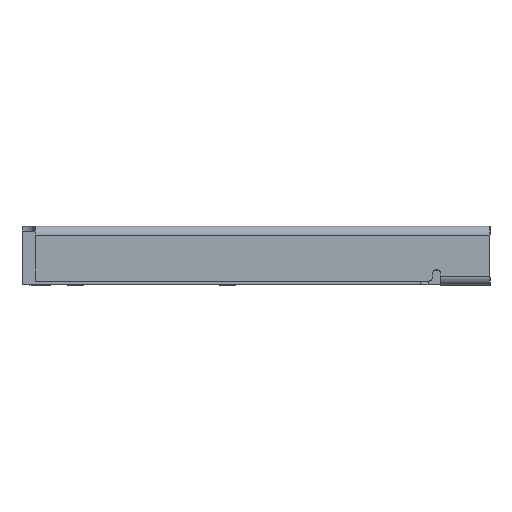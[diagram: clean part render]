
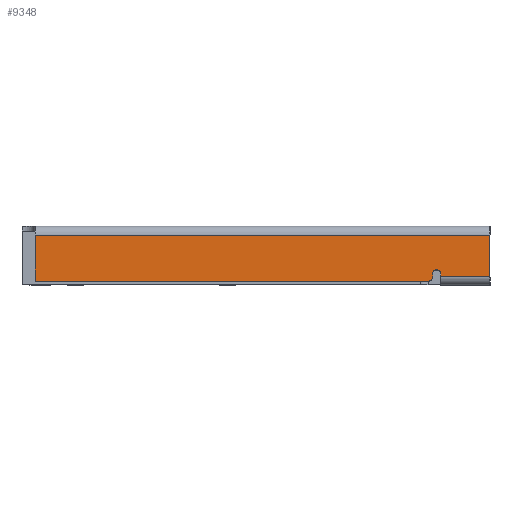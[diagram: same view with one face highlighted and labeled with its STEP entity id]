
A CAD part, left-side view. The second image highlights one B-rep face of the part: STEP entity #9348.
In plain terms, the highlighted planar face has unit normal (-1, 0, 0).
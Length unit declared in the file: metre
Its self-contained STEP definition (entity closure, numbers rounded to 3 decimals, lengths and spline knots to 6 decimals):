
#155 = DIRECTION ( 'NONE',  ( 0., -1., 0. ) ) ;
#515 = EDGE_CURVE ( 'NONE', #10964, #1910, #11667, .T. ) ;
#547 = CIRCLE ( 'NONE', #3099, 0.0001 ) ;
#646 = CARTESIAN_POINT ( 'NONE',  ( 0.038495, -0.006113, -0.00032 ) ) ;
#740 = CARTESIAN_POINT ( 'NONE',  ( 0.038495, -0.006213, -0.00038 ) ) ;
#860 = CARTESIAN_POINT ( 'NONE',  ( 0.038495, -0.007413, -0.00038 ) ) ;
#1096 = LINE ( 'NONE', #4528, #4494 ) ;
#1108 = EDGE_CURVE ( 'NONE', #10034, #9970, #9253, .T. ) ;
#1351 = VERTEX_POINT ( 'NONE', #9881 ) ;
#1626 = CARTESIAN_POINT ( 'NONE',  ( 0.038495, -0.009763, 0.000771 ) ) ;
#1850 = CARTESIAN_POINT ( 'NONE',  ( 0.038495, -0.006213, -0.00032 ) ) ;
#1910 = VERTEX_POINT ( 'NONE', #1850 ) ;
#2190 = CARTESIAN_POINT ( 'NONE',  ( 0.038495, -0.007413, 0.00062 ) ) ;
#2331 = DIRECTION ( 'NONE',  ( -1., 0., 0. ) ) ;
#2481 = CARTESIAN_POINT ( 'NONE',  ( 0.038495, 0.003667, 0.00062 ) ) ;
#2972 = DIRECTION ( 'NONE',  ( 0., 0., 1. ) ) ;
#3099 = AXIS2_PLACEMENT_3D ( 'NONE', #5032, #2331, #6320 ) ;
#3239 = LINE ( 'NONE', #15456, #10371 ) ;
#3416 = ORIENTED_EDGE ( 'NONE', *, *, #12249, .F. ) ;
#3845 = LINE ( 'NONE', #2481, #12936 ) ;
#3867 = EDGE_CURVE ( 'NONE', #1351, #5439, #8133, .T. ) ;
#4067 = VERTEX_POINT ( 'NONE', #11070 ) ;
#4240 = DIRECTION ( 'NONE',  ( 1., 0., 0. ) ) ;
#4494 = VECTOR ( 'NONE', #15459, 1. ) ;
#4528 = CARTESIAN_POINT ( 'NONE',  ( 0.038495, 0.003667, -0.0005 ) ) ;
#4782 = EDGE_CURVE ( 'NONE', #4067, #15150, #9760, .T. ) ;
#5032 = CARTESIAN_POINT ( 'NONE',  ( 0.038495, -0.005913, -0.0004 ) ) ;
#5167 = CIRCLE ( 'NONE', #14103, 0.0001 ) ;
#5302 = DIRECTION ( 'NONE',  ( 0., 0., 1. ) ) ;
#5369 = ORIENTED_EDGE ( 'NONE', *, *, #515, .F. ) ;
#5439 = VERTEX_POINT ( 'NONE', #2190 ) ;
#5442 = DIRECTION ( 'NONE',  ( 0., 1., 0. ) ) ;
#5874 = VERTEX_POINT ( 'NONE', #11731 ) ;
#6320 = DIRECTION ( 'NONE',  ( 0., 0., -1. ) ) ;
#6400 = VECTOR ( 'NONE', #13514, 1. ) ;
#6451 = ORIENTED_EDGE ( 'NONE', *, *, #4782, .F. ) ;
#6615 = ORIENTED_EDGE ( 'NONE', *, *, #15751, .T. ) ;
#6924 = DIRECTION ( 'NONE',  ( 0., 1., 0. ) ) ;
#7254 = CARTESIAN_POINT ( 'NONE',  ( 0.038495, -0.005913, -0.0005 ) ) ;
#7493 = CARTESIAN_POINT ( 'NONE',  ( 0.038495, -0.006213, -0.00038 ) ) ;
#7604 = CARTESIAN_POINT ( 'NONE',  ( 0.038495, -0.006013, -0.00032 ) ) ;
#7712 = FACE_OUTER_BOUND ( 'NONE', #12521, .T. ) ;
#7965 = CARTESIAN_POINT ( 'NONE',  ( 0.038495, -0.006013, -0.0004 ) ) ;
#8133 = LINE ( 'NONE', #860, #8309 ) ;
#8309 = VECTOR ( 'NONE', #12996, 1. ) ;
#8934 = VECTOR ( 'NONE', #2972, 1. ) ;
#9063 = DIRECTION ( 'NONE',  ( -1., 0., 0. ) ) ;
#9253 = LINE ( 'NONE', #13824, #12450 ) ;
#9348 = ADVANCED_FACE ( 'NONE', ( #7712 ), #12579, .T. ) ;
#9504 = ORIENTED_EDGE ( 'NONE', *, *, #11267, .F. ) ;
#9760 = LINE ( 'NONE', #7604, #6400 ) ;
#9881 = CARTESIAN_POINT ( 'NONE',  ( 0.038495, -0.007413, -0.00038 ) ) ;
#9970 = VERTEX_POINT ( 'NONE', #11242 ) ;
#10034 = VERTEX_POINT ( 'NONE', #7254 ) ;
#10295 = DIRECTION ( 'NONE',  ( 0., 1., 0. ) ) ;
#10371 = VECTOR ( 'NONE', #6924, 1. ) ;
#10964 = VERTEX_POINT ( 'NONE', #7493 ) ;
#11070 = CARTESIAN_POINT ( 'NONE',  ( 0.038495, -0.006013, -0.00032 ) ) ;
#11242 = CARTESIAN_POINT ( 'NONE',  ( 0.038495, 0.003667, -0.0005 ) ) ;
#11267 = EDGE_CURVE ( 'NONE', #1351, #10964, #3239, .T. ) ;
#11667 = LINE ( 'NONE', #740, #8934 ) ;
#11731 = CARTESIAN_POINT ( 'NONE',  ( 0.038495, 0.003667, 0.00062 ) ) ;
#12249 = EDGE_CURVE ( 'NONE', #9970, #5874, #1096, .T. ) ;
#12450 = VECTOR ( 'NONE', #10295, 1. ) ;
#12521 = EDGE_LOOP ( 'NONE', ( #13861, #12856, #6451, #6615, #5369, #9504, #14145, #14593, #3416 ) ) ;
#12579 = PLANE ( 'NONE',  #13248 ) ;
#12856 = ORIENTED_EDGE ( 'NONE', *, *, #14794, .T. ) ;
#12918 = EDGE_CURVE ( 'NONE', #5874, #5439, #3845, .T. ) ;
#12936 = VECTOR ( 'NONE', #155, 1. ) ;
#12996 = DIRECTION ( 'NONE',  ( 0., 0., 1. ) ) ;
#13248 = AXIS2_PLACEMENT_3D ( 'NONE', #1626, #9063, #5302 ) ;
#13514 = DIRECTION ( 'NONE',  ( 0., 0., -1. ) ) ;
#13824 = CARTESIAN_POINT ( 'NONE',  ( 0.038495, -0.005913, -0.0005 ) ) ;
#13861 = ORIENTED_EDGE ( 'NONE', *, *, #1108, .F. ) ;
#14103 = AXIS2_PLACEMENT_3D ( 'NONE', #646, #4240, #5442 ) ;
#14145 = ORIENTED_EDGE ( 'NONE', *, *, #3867, .T. ) ;
#14593 = ORIENTED_EDGE ( 'NONE', *, *, #12918, .F. ) ;
#14794 = EDGE_CURVE ( 'NONE', #10034, #15150, #547, .T. ) ;
#15150 = VERTEX_POINT ( 'NONE', #7965 ) ;
#15456 = CARTESIAN_POINT ( 'NONE',  ( 0.038495, -0.007413, -0.00038 ) ) ;
#15459 = DIRECTION ( 'NONE',  ( 0., 0., 1. ) ) ;
#15751 = EDGE_CURVE ( 'NONE', #4067, #1910, #5167, .T. ) ;
